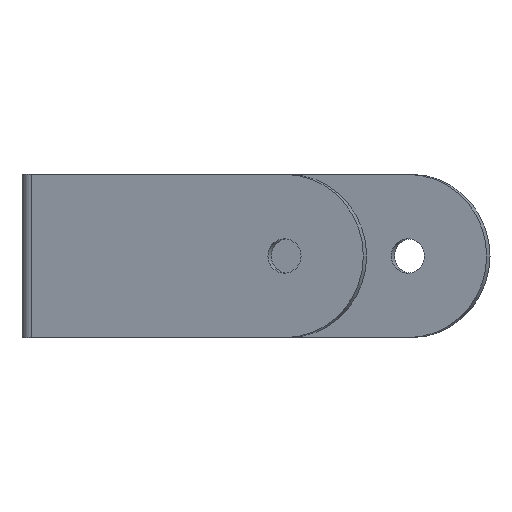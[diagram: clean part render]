
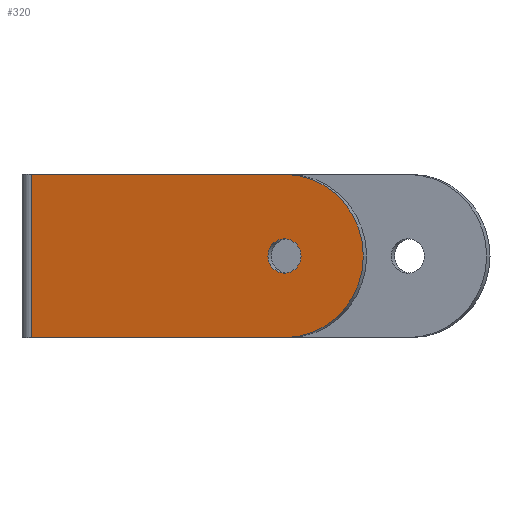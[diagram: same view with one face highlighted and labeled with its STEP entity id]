
A CAD part, left-side view. The second image highlights one B-rep face of the part: STEP entity #320.
In plain terms, the highlighted planar face has unit normal (-0.966, 0.259, 0).
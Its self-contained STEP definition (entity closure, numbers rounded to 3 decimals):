
#16=FACE_BOUND('',#53,.T.);
#23=PLANE('',#361);
#34=FACE_OUTER_BOUND('',#52,.T.);
#52=EDGE_LOOP('',(#245,#246,#247,#248));
#53=EDGE_LOOP('',(#249));
#75=LINE('',#510,#102);
#81=LINE('',#528,#108);
#83=LINE('',#532,#110);
#102=VECTOR('',#411,10.);
#108=VECTOR('',#425,10.);
#110=VECTOR('',#429,10.);
#133=CIRCLE('',#362,19.05);
#134=CIRCLE('',#363,4.);
#151=VERTEX_POINT('',#507);
#152=VERTEX_POINT('',#509);
#160=VERTEX_POINT('',#526);
#161=VERTEX_POINT('',#531);
#162=VERTEX_POINT('',#534);
#184=EDGE_CURVE('',#151,#152,#75,.T.);
#193=EDGE_CURVE('',#160,#151,#81,.T.);
#195=EDGE_CURVE('',#160,#161,#83,.T.);
#196=EDGE_CURVE('',#161,#152,#133,.T.);
#197=EDGE_CURVE('',#162,#162,#134,.T.);
#245=ORIENTED_EDGE('',*,*,#193,.F.);
#246=ORIENTED_EDGE('',*,*,#195,.T.);
#247=ORIENTED_EDGE('',*,*,#196,.T.);
#248=ORIENTED_EDGE('',*,*,#184,.F.);
#249=ORIENTED_EDGE('',*,*,#197,.T.);
#320=ADVANCED_FACE('',(#34,#16),#23,.T.);
#361=AXIS2_PLACEMENT_3D('',#530,#427,#428);
#362=AXIS2_PLACEMENT_3D('',#533,#430,#431);
#363=AXIS2_PLACEMENT_3D('',#535,#432,#433);
#411=DIRECTION('',(-0.259,-0.966,0.));
#425=DIRECTION('',(0.,0.,1.));
#427=DIRECTION('center_axis',(-0.966,0.259,0.));
#428=DIRECTION('ref_axis',(0.,0.,-1.));
#429=DIRECTION('',(-0.259,-0.966,0.));
#430=DIRECTION('center_axis',(-0.966,0.259,0.));
#431=DIRECTION('ref_axis',(0.259,0.966,0.));
#432=DIRECTION('center_axis',(0.966,-0.259,0.));
#433=DIRECTION('ref_axis',(0.259,0.966,0.));
#507=CARTESIAN_POINT('',(-71.44,-45.808,469.571));
#509=CARTESIAN_POINT('',(-87.286,-104.947,469.571));
#510=CARTESIAN_POINT('',(-72.476,-49.672,469.571));
#526=CARTESIAN_POINT('',(-71.44,-45.808,431.471));
#528=CARTESIAN_POINT('',(-71.44,-45.808,460.046));
#530=CARTESIAN_POINT('Origin',(-72.476,-49.672,469.571));
#531=CARTESIAN_POINT('',(-87.286,-104.947,431.471));
#532=CARTESIAN_POINT('',(-72.476,-49.672,431.471));
#533=CARTESIAN_POINT('Origin',(-87.265,-104.867,450.521));
#534=CARTESIAN_POINT('',(-88.3,-108.731,450.521));
#535=CARTESIAN_POINT('Origin',(-87.265,-104.867,450.521));
